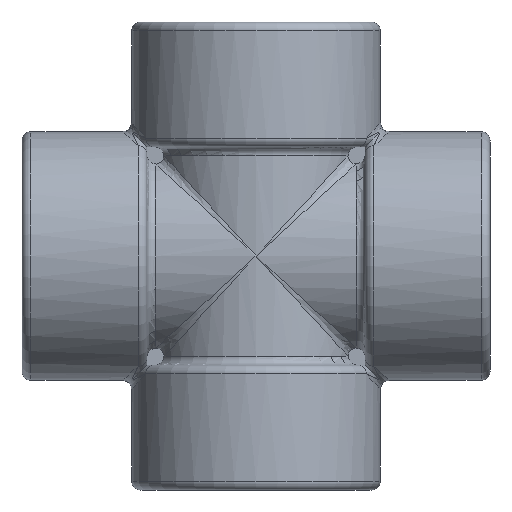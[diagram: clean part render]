
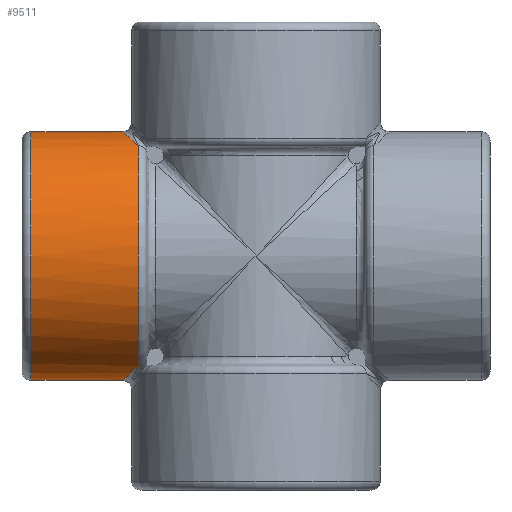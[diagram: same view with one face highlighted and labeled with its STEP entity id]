
A CAD part, front view. The second image highlights one B-rep face of the part: STEP entity #9511.
In plain terms, the highlighted cylindrical face has radius 32.131 mm (diameter 64.262 mm), a full revolution.
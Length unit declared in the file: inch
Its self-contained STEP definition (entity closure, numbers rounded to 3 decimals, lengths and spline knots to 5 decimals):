
#78=FACE_BOUND($,#2570,.T.);
#254=CIRCLE($,#10120,1.265);
#263=CIRCLE($,#10134,1.265);
#264=CIRCLE($,#10136,1.265);
#1565=CYLINDRICAL_SURFACE($,#10133,1.265);
#2015=FACE_OUTER_BOUND($,#2569,.T.);
#2569=EDGE_LOOP($,(#8315));
#2570=EDGE_LOOP($,(#8316,#8317,#8318,#8319));
#2839=ELLIPSE($,#10131,1.85371,1.265);
#2841=ELLIPSE($,#10135,1.85371,1.265);
#4290=VERTEX_POINT($,#20434);
#4292=VERTEX_POINT($,#20446);
#4306=VERTEX_POINT($,#20727);
#4309=VERTEX_POINT($,#20741);
#4310=VERTEX_POINT($,#20743);
#5674=EDGE_CURVE($,#4290,#4292,#254,.T.);
#5695=EDGE_CURVE($,#4292,#4306,#2839,.T.);
#5699=EDGE_CURVE($,#4309,#4309,#263,.T.);
#5700=EDGE_CURVE($,#4310,#4290,#2841,.T.);
#5701=EDGE_CURVE($,#4306,#4310,#264,.T.);
#8315=ORIENTED_EDGE($,*,*,#5699,.F.);
#8316=ORIENTED_EDGE($,*,*,#5674,.F.);
#8317=ORIENTED_EDGE($,*,*,#5700,.F.);
#8318=ORIENTED_EDGE($,*,*,#5701,.F.);
#8319=ORIENTED_EDGE($,*,*,#5695,.F.);
#9511=ADVANCED_FACE($,(#2015,#78),#1565,.T.);
#10120=AXIS2_PLACEMENT_3D($,#20450,#11755,#11756);
#10131=AXIS2_PLACEMENT_3D($,#20728,#11777,#11778);
#10133=AXIS2_PLACEMENT_3D($,#20740,#11781,#11782);
#10134=AXIS2_PLACEMENT_3D($,#20742,#11783,#11784);
#10135=AXIS2_PLACEMENT_3D($,#20744,#11785,#11786);
#10136=AXIS2_PLACEMENT_3D($,#20745,#11787,#11788);
#11755=DIRECTION('center_axis',(1.,0.,0.));
#11756=DIRECTION('ref_axis',(0.,-1.,0.));
#11777=DIRECTION('center_axis',(0.682,0.,
-0.731));
#11778=DIRECTION('ref_axis',(-0.731,0.,-0.682));
#11781=DIRECTION('center_axis',(-1.,0.,0.));
#11782=DIRECTION('ref_axis',(0.,1.,0.));
#11783=DIRECTION('center_axis',(-1.,0.,0.));
#11784=DIRECTION('ref_axis',(0.,-1.,0.));
#11785=DIRECTION('center_axis',(0.682,0.,
0.731));
#11786=DIRECTION('ref_axis',(-0.731,0.,0.682));
#11787=DIRECTION('center_axis',(1.,0.,0.));
#11788=DIRECTION('ref_axis',(0.,1.,0.));
#20434=CARTESIAN_POINT('',(-1.2,-0.58751,1.1203));
#20446=CARTESIAN_POINT('',(-1.2,-0.58751,-1.1203));
#20450=CARTESIAN_POINT('Origin',(-1.2,0.,0.));
#20727=CARTESIAN_POINT('',(-1.2,0.58751,-1.1203));
#20728=CARTESIAN_POINT('Origin',(0.,0.,0.));
#20740=CARTESIAN_POINT('Origin',(-1.745,0.,0.));
#20741=CARTESIAN_POINT('',(-2.29,1.265,0.));
#20742=CARTESIAN_POINT('Origin',(-2.29,0.,0.));
#20743=CARTESIAN_POINT('',(-1.2,0.58751,1.1203));
#20744=CARTESIAN_POINT('Origin',(0.,0.,0.));
#20745=CARTESIAN_POINT('Origin',(-1.2,0.,0.));
